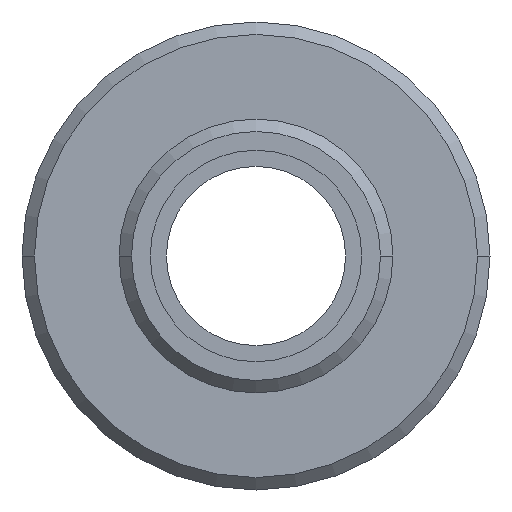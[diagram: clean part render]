
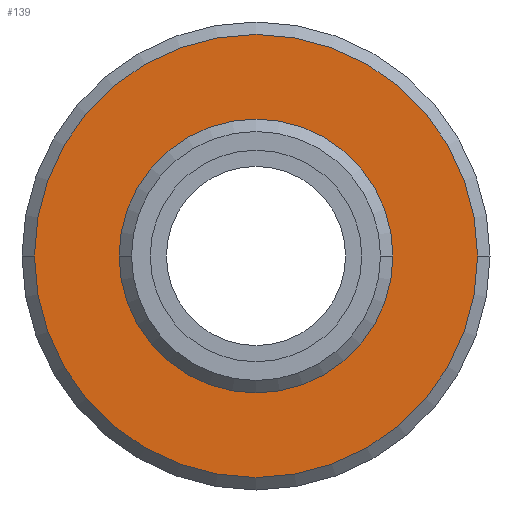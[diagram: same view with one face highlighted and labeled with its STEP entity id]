
A CAD part, front view. The second image highlights one B-rep face of the part: STEP entity #139.
In plain terms, the highlighted planar face has unit normal (0, -1, 0).
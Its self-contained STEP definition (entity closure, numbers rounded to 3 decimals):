
#139=ADVANCED_FACE('',(#300,#301),#302,.T.);
#300=FACE_OUTER_BOUND('',#477,.T.);
#301=FACE_BOUND('',#478,.T.);
#302=PLANE('',#479);
#477=EDGE_LOOP('',(#801,#802));
#478=EDGE_LOOP('',(#803,#804));
#479=AXIS2_PLACEMENT_3D('',#805,#806,#807);
#801=ORIENTED_EDGE('',*,*,#1104,.F.);
#802=ORIENTED_EDGE('',*,*,#1109,.F.);
#803=ORIENTED_EDGE('',*,*,#1024,.T.);
#804=ORIENTED_EDGE('',*,*,#1110,.T.);
#805=CARTESIAN_POINT('',(7.2,17.0,0.0));
#806=DIRECTION('',(-0.0,-1.0,-0.0));
#807=DIRECTION('',(-1.0,0.0,0.0));
#1024=EDGE_CURVE('',#1215,#1219,#1221,.T.);
#1104=EDGE_CURVE('',#1332,#1334,#1335,.T.);
#1109=EDGE_CURVE('',#1334,#1332,#1340,.T.);
#1110=EDGE_CURVE('',#1219,#1215,#1341,.T.);
#1215=VERTEX_POINT('',#1454);
#1219=VERTEX_POINT('',#1459);
#1221=CIRCLE('',#1462,5.5);
#1332=VERTEX_POINT('',#1597);
#1334=VERTEX_POINT('',#1600);
#1335=CIRCLE('',#1601,8.9);
#1340=CIRCLE('',#1607,8.9);
#1341=CIRCLE('',#1608,5.5);
#1454=CARTESIAN_POINT('',(5.5,17.0,0.0));
#1459=CARTESIAN_POINT('',(-5.5,17.0,0.));
#1462=AXIS2_PLACEMENT_3D('',#1730,#1731,#1732);
#1597=CARTESIAN_POINT('',(8.9,17.0,0.0));
#1600=CARTESIAN_POINT('',(-8.9,17.0,0.));
#1601=AXIS2_PLACEMENT_3D('',#1857,#1858,#1859);
#1607=AXIS2_PLACEMENT_3D('',#1864,#1865,#1866);
#1608=AXIS2_PLACEMENT_3D('',#1867,#1868,#1869);
#1730=CARTESIAN_POINT('',(0.0,17.0,0.0));
#1731=DIRECTION('',(-0.0,1.0,0.0));
#1732=DIRECTION('',(1.0,0.0,0.0));
#1857=CARTESIAN_POINT('',(0.0,17.0,0.0));
#1858=DIRECTION('',(-0.0,1.0,0.0));
#1859=DIRECTION('',(1.0,0.0,0.0));
#1864=CARTESIAN_POINT('',(0.0,17.0,0.0));
#1865=DIRECTION('',(-0.0,1.0,0.0));
#1866=DIRECTION('',(1.0,0.0,0.0));
#1867=CARTESIAN_POINT('',(0.0,17.0,0.0));
#1868=DIRECTION('',(-0.0,1.0,0.0));
#1869=DIRECTION('',(1.0,0.0,0.0));
